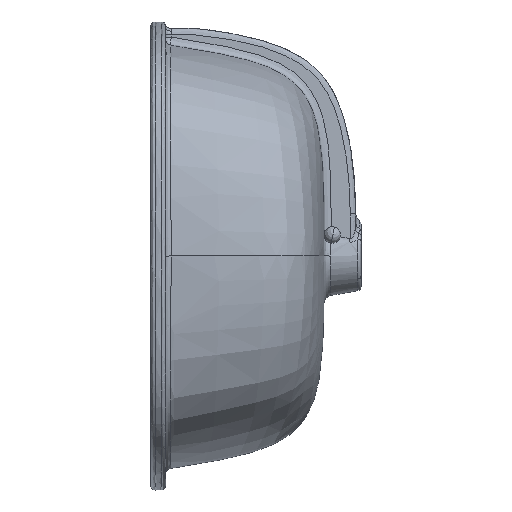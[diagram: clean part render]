
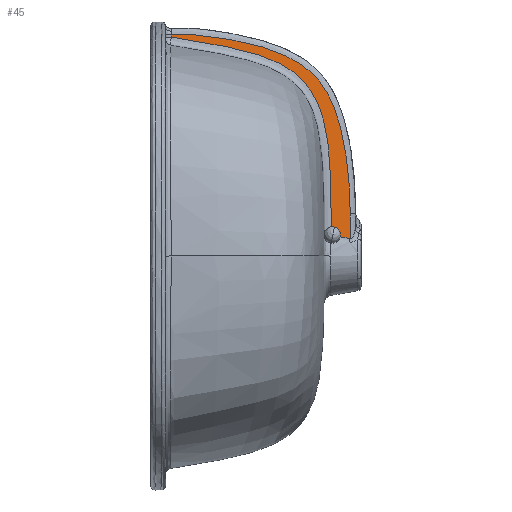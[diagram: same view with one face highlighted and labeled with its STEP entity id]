
A CAD part, left-side view. The second image highlights one B-rep face of the part: STEP entity #45.
In plain terms, the highlighted planar face has unit normal (-0.995, -0.1, 0).
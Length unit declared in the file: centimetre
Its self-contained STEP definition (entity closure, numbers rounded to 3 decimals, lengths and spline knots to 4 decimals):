
#45=ADVANCED_FACE('',(#145),#1424,.T.);
#145=FACE_OUTER_BOUND('',#241,.T.);
#241=EDGE_LOOP('',(#447,#448,#449,#450,#451,#452));
#447=ORIENTED_EDGE('',*,*,#822,.T.);
#448=ORIENTED_EDGE('',*,*,#823,.T.);
#449=ORIENTED_EDGE('',*,*,#826,.T.);
#450=ORIENTED_EDGE('',*,*,#824,.T.);
#451=ORIENTED_EDGE('',*,*,#825,.F.);
#452=ORIENTED_EDGE('',*,*,#791,.T.);
#791=EDGE_CURVE('',#1239,#1238,#1088,.T.);
#822=EDGE_CURVE('',#1238,#1254,#1115,.T.);
#823=EDGE_CURVE('',#1254,#1334,#1116,.T.);
#824=EDGE_CURVE('',#1255,#1241,#1117,.T.);
#825=EDGE_CURVE('',#1239,#1241,#1118,.T.);
#826=EDGE_CURVE('',#1334,#1255,#1119,.T.);
#1088=B_SPLINE_CURVE_WITH_KNOTS('',1,(#14342,#14343),.UNSPECIFIED.,.F.,
 .F.,(2,2),(0.,1.),.UNSPECIFIED.);
#1115=B_SPLINE_CURVE_WITH_KNOTS('',3,(#14921,#14922,#14923,#14924,#14925,
#14926,#14927,#14928,#14929,#14930,#14931,#14932,#14933,#14934,#14935,#14936,
#14937,#14938,#14939,#14940,#14941,#14942,#14943,#14944,#14945,#14946,#14947),
 .UNSPECIFIED.,.F.,.F.,(4,1,1,1,1,1,1,1,1,1,1,1,1,1,1,1,1,1,1,1,1,1,1,1,
4),(-287.1288,-267.6874,-250.167,-234.3168,
-220.0692,-207.3408,-196.0166,-186.0228,
-177.1759,-169.2414,-161.9396,-154.9891,
-148.1838,-141.3425,-134.2585,-126.6957,
-118.3764,-108.9565,-98.2126,-86.0592,
-72.3849,-57.0555,-39.9465,-20.9445,0.),
 .UNSPECIFIED.);
#1116=B_SPLINE_CURVE_WITH_KNOTS('',3,(#14948,#14949,#14950,#14951),
 .UNSPECIFIED.,.F.,.F.,(4,4),(0.,0.0007),.UNSPECIFIED.);
#1117=B_SPLINE_CURVE_WITH_KNOTS('',1,(#14952,#14953),.UNSPECIFIED.,.F.,
 .F.,(2,2),(0.,1.),.UNSPECIFIED.);
#1118=B_SPLINE_CURVE_WITH_KNOTS('',3,(#14954,#14955,#14956,#14957,#14958,
#14959,#14960,#14961,#14962,#14963,#14964,#14965,#14966,#14967),
 .UNSPECIFIED.,.F.,.F.,(4,1,1,1,1,1,1,1,1,1,1,4),(0.,17.6794,
35.4876,71.2565,106.826,124.5054,142.0496,
159.5161,177.1163,212.6223,248.3523,284.1323),
 .UNSPECIFIED.);
#1119=B_SPLINE_CURVE_WITH_KNOTS('',3,(#14968,#14969,#14970,#14971,#14972,
#14973),.UNSPECIFIED.,.F.,.F.,(4,1,1,4),(0.0007,6.1971,
12.3202,18.3691),.UNSPECIFIED.);
#1238=VERTEX_POINT('',#13591);
#1239=VERTEX_POINT('',#13592);
#1241=VERTEX_POINT('',#13594);
#1254=VERTEX_POINT('',#13607);
#1255=VERTEX_POINT('',#13608);
#1334=VERTEX_POINT('',#13687);
#1424=PLANE('',#1454);
#1454=AXIS2_PLACEMENT_3D('',#6324,#1467,$);
#1467=DIRECTION('',(-0.995,-0.1,0.));
#6324=CARTESIAN_POINT('',(-48.0607,-19.393,16.4134));
#13591=CARTESIAN_POINT('',(-48.0598,-19.403,208.1554));
#13592=CARTESIAN_POINT('',(-48.0597,-19.403,210.1394));
#13594=CARTESIAN_POINT('',(-31.0403,-189.597,40.));
#13607=CARTESIAN_POINT('',(-32.8311,-171.6893,20.1004));
#13608=CARTESIAN_POINT('',(-31.0403,-189.5971,16.4234));
#13687=CARTESIAN_POINT('',(-32.831,-171.69,20.1003));
#14342=CARTESIAN_POINT('',(-48.0597,-19.403,210.1394));
#14343=CARTESIAN_POINT('',(-48.0598,-19.403,208.1554));
#14921=CARTESIAN_POINT('',(-48.0598,-19.403,208.1554));
#14922=CARTESIAN_POINT('',(-47.4222,-25.7785,207.1845));
#14923=CARTESIAN_POINT('',(-46.2119,-37.8814,205.218));
#14924=CARTESIAN_POINT('',(-44.4857,-55.1432,202.225));
#14925=CARTESIAN_POINT('',(-42.9334,-70.6662,199.2917));
#14926=CARTESIAN_POINT('',(-41.5451,-84.5493,196.2585));
#14927=CARTESIAN_POINT('',(-40.3154,-96.8462,193.0355));
#14928=CARTESIAN_POINT('',(-39.2395,-107.605,189.5636));
#14929=CARTESIAN_POINT('',(-38.3093,-116.9072,185.8368));
#14930=CARTESIAN_POINT('',(-37.5118,-124.8828,181.8876));
#14931=CARTESIAN_POINT('',(-36.828,-131.7205,177.717));
#14932=CARTESIAN_POINT('',(-36.2353,-137.6469,173.3144));
#14933=CARTESIAN_POINT('',(-35.7155,-142.8453,168.6109));
#14934=CARTESIAN_POINT('',(-35.2512,-147.4878,163.5617));
#14935=CARTESIAN_POINT('',(-34.8316,-151.6842,158.0749));
#14936=CARTESIAN_POINT('',(-34.4534,-155.4658,151.9905));
#14937=CARTESIAN_POINT('',(-34.1117,-158.8828,145.1367));
#14938=CARTESIAN_POINT('',(-33.8039,-161.9608,137.2791));
#14939=CARTESIAN_POINT('',(-33.5333,-164.6668,128.1711));
#14940=CARTESIAN_POINT('',(-33.3087,-166.9128,117.6283));
#14941=CARTESIAN_POINT('',(-33.1305,-168.6947,105.5635));
#14942=CARTESIAN_POINT('',(-32.9997,-170.0029,91.903));
#14943=CARTESIAN_POINT('',(-32.911,-170.8897,76.5554));
#14944=CARTESIAN_POINT('',(-32.8593,-171.407,59.415));
#14945=CARTESIAN_POINT('',(-32.8356,-171.6443,40.3975));
#14946=CARTESIAN_POINT('',(-32.8321,-171.6793,27.0819));
#14947=CARTESIAN_POINT('',(-32.8311,-171.6893,20.1004));
#14948=CARTESIAN_POINT('',(-32.8311,-171.6893,20.1004));
#14949=CARTESIAN_POINT('',(-32.831,-171.6896,20.1004));
#14950=CARTESIAN_POINT('',(-32.831,-171.6898,20.1004));
#14951=CARTESIAN_POINT('',(-32.831,-171.69,20.1003));
#14952=CARTESIAN_POINT('',(-31.0403,-189.5971,16.4234));
#14953=CARTESIAN_POINT('',(-31.0403,-189.597,40.));
#14954=CARTESIAN_POINT('',(-48.0597,-19.403,210.1394));
#14955=CARTESIAN_POINT('',(-47.4765,-25.235,210.7528));
#14956=CARTESIAN_POINT('',(-46.2944,-37.0563,211.1045));
#14957=CARTESIAN_POINT('',(-43.9428,-60.5716,208.478));
#14958=CARTESIAN_POINT('',(-41.0227,-89.7731,203.754));
#14959=CARTESIAN_POINT('',(-38.1697,-118.3033,195.4114));
#14960=CARTESIAN_POINT('',(-36.06,-139.4003,184.898));
#14961=CARTESIAN_POINT('',(-34.6349,-153.6505,174.4987));
#14962=CARTESIAN_POINT('',(-33.5032,-164.9678,160.9175));
#14963=CARTESIAN_POINT('',(-32.4171,-175.8288,139.9352));
#14964=CARTESIAN_POINT('',(-31.6405,-183.5952,111.1318));
#14965=CARTESIAN_POINT('',(-31.1424,-188.5761,75.7885));
#14966=CARTESIAN_POINT('',(-31.0403,-189.5971,51.9267));
#14967=CARTESIAN_POINT('',(-31.0403,-189.597,40.));
#14968=CARTESIAN_POINT('',(-32.831,-171.69,20.1003));
#14969=CARTESIAN_POINT('',(-32.6293,-173.7072,19.705));
#14970=CARTESIAN_POINT('',(-32.2284,-177.7164,18.9118));
#14971=CARTESIAN_POINT('',(-31.6315,-183.6851,17.6837));
#14972=CARTESIAN_POINT('',(-31.2364,-187.6359,16.8487));
#14973=CARTESIAN_POINT('',(-31.0403,-189.5971,16.4234));
